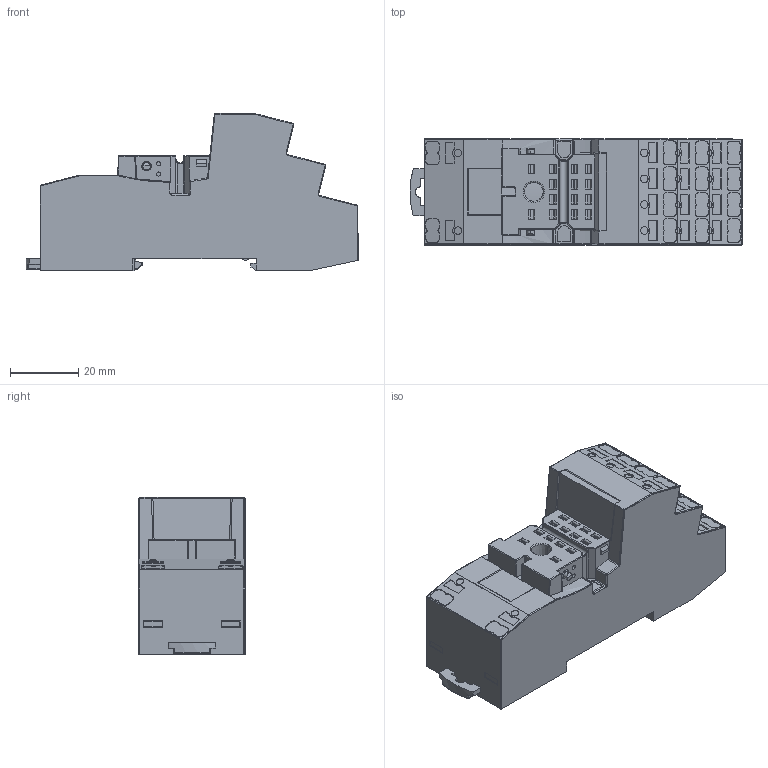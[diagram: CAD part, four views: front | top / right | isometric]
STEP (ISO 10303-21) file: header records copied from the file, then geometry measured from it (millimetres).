
FILE_DESCRIPTION (( 'STEP AP203' ), '1' );
FILE_NAME ('GZP 4.STEP', '2020-08-27T09:31:25', ( '' ), ( '' ), 'SwSTEP 2.0', 'SolidWorks 2020', '' );
FILE_SCHEMA (( 'CONFIG_CONTROL_DESIGN' ));
Length unit declared in the file: millimetre
Products named in the file (1): GZP 4
Bounding box: 97.06 x 31 x 45.9 mm (x, y, z)
Volume: 86102.1 mm3; surface area: 17371.2 mm2
Topology: 1 solids, 1 shells, 1002 faces, 2612 edges, 1650 vertices
Faces by surface type: plane 476, cylinder 212, bspline 152, cone 96, sphere 34, torus 32
Entity records: 33343 total; most frequent: CARTESIAN_POINT 10748, ORIENTED_EDGE 5180, DIRECTION 4009, EDGE_CURVE 2590, VERTEX_POINT 1650, AXIS2_PLACEMENT_3D 1338, VECTOR 1333, LINE 1333
